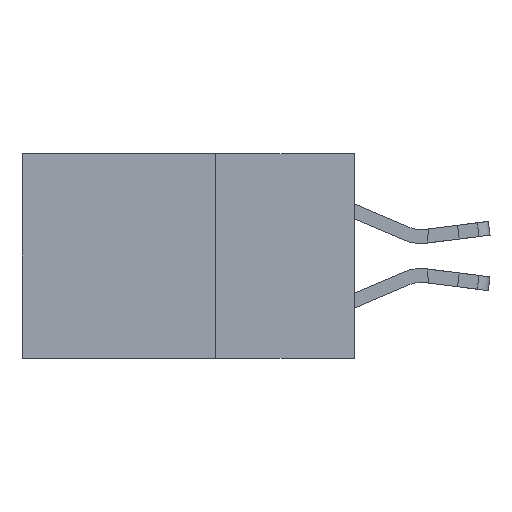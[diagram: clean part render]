
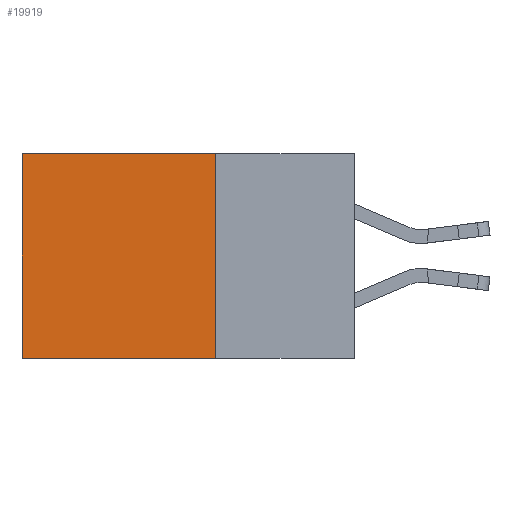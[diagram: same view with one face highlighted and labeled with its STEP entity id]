
A CAD part, left-side view. The second image highlights one B-rep face of the part: STEP entity #19919.
In plain terms, the highlighted planar face has unit normal (-1, 0, 0).
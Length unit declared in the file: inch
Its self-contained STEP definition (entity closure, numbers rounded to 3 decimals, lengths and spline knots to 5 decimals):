
#382 = LINE ( 'NONE', #15248, #4907 ) ;
#412 = LINE ( 'NONE', #17288, #15488 ) ;
#2379 = EDGE_CURVE ( 'NONE', #4333, #17351, #412, .T. ) ;
#2820 = CARTESIAN_POINT ( 'NONE',  ( 0.298, 0.25, 0. ) ) ;
#3027 = CARTESIAN_POINT ( 'NONE',  ( 0.298, 0.25, -0.37 ) ) ;
#3046 = DIRECTION ( 'NONE',  ( 0., 0., -1. ) ) ;
#3168 = CARTESIAN_POINT ( 'NONE',  ( 0.298, 0.25, 0. ) ) ;
#3607 = ORIENTED_EDGE ( 'NONE', *, *, #2379, .T. ) ;
#4324 = CARTESIAN_POINT ( 'NONE',  ( 0.298, 0.6, -0.37 ) ) ;
#4333 = VERTEX_POINT ( 'NONE', #13282 ) ;
#4907 = VECTOR ( 'NONE', #5913, 39.37008 ) ;
#5913 = DIRECTION ( 'NONE',  ( 0., 0., -1. ) ) ;
#7312 = VECTOR ( 'NONE', #18226, 39.37008 ) ;
#7416 = EDGE_CURVE ( 'NONE', #11547, #17351, #18915, .T. ) ;
#7689 = VECTOR ( 'NONE', #19882, 39.37008 ) ;
#8804 = ORIENTED_EDGE ( 'NONE', *, *, #14953, .T. ) ;
#11547 = VERTEX_POINT ( 'NONE', #17909 ) ;
#12880 = LINE ( 'NONE', #3168, #7312 ) ;
#13282 = CARTESIAN_POINT ( 'NONE',  ( 0.298, 0.6, 0. ) ) ;
#14032 = FACE_OUTER_BOUND ( 'NONE', #21450, .T. ) ;
#14284 = DIRECTION ( 'NONE',  ( 1., 0., 0. ) ) ;
#14953 = EDGE_CURVE ( 'NONE', #22878, #4333, #12880, .T. ) ;
#15223 = ORIENTED_EDGE ( 'NONE', *, *, #7416, .F. ) ;
#15248 = CARTESIAN_POINT ( 'NONE',  ( 0.298, 0.25, 0. ) ) ;
#15488 = VECTOR ( 'NONE', #17433, 39.37008 ) ;
#16492 = AXIS2_PLACEMENT_3D ( 'NONE', #19901, #14284, #3046 ) ;
#17288 = CARTESIAN_POINT ( 'NONE',  ( 0.298, 0.6, 0. ) ) ;
#17351 = VERTEX_POINT ( 'NONE', #4324 ) ;
#17433 = DIRECTION ( 'NONE',  ( 0., 0., -1. ) ) ;
#17909 = CARTESIAN_POINT ( 'NONE',  ( 0.298, 0.25, -0.37 ) ) ;
#18226 = DIRECTION ( 'NONE',  ( 0., 1., 0. ) ) ;
#18915 = LINE ( 'NONE', #3027, #7689 ) ;
#19882 = DIRECTION ( 'NONE',  ( 0., 1., 0. ) ) ;
#19901 = CARTESIAN_POINT ( 'NONE',  ( 0.298, 0.25, 0. ) ) ;
#19919 = ADVANCED_FACE ( 'NONE', ( #14032 ), #21755, .F. ) ;
#21450 = EDGE_LOOP ( 'NONE', ( #3607, #15223, #24210, #8804 ) ) ;
#21755 = PLANE ( 'NONE',  #16492 ) ;
#22047 = EDGE_CURVE ( 'NONE', #22878, #11547, #382, .T. ) ;
#22878 = VERTEX_POINT ( 'NONE', #2820 ) ;
#24210 = ORIENTED_EDGE ( 'NONE', *, *, #22047, .F. ) ;
